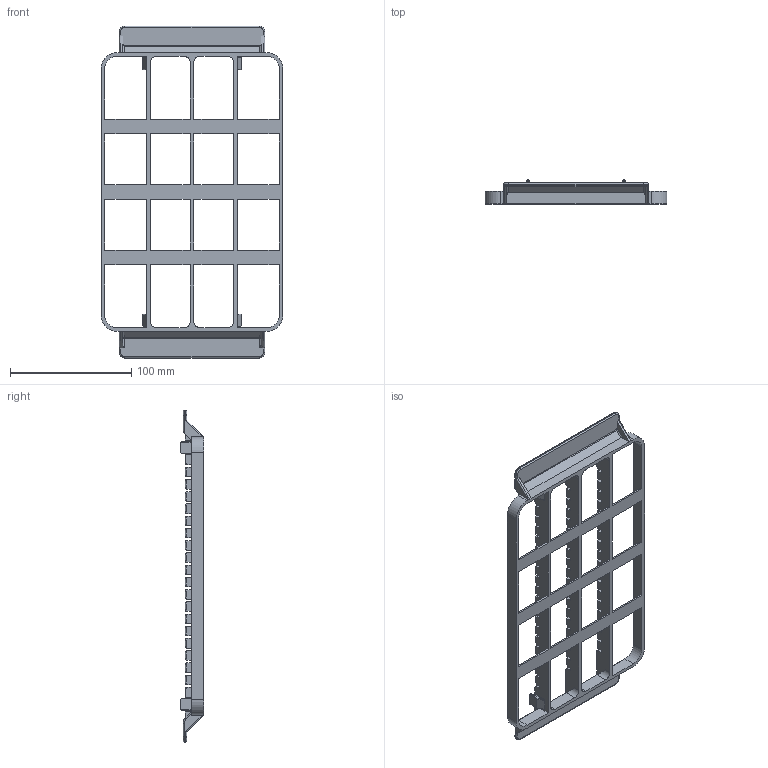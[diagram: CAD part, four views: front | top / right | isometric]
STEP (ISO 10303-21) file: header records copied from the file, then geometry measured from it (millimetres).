
FILE_DESCRIPTION(/* description */ (''),/* implementation_level */ '2;1');
FILE_NAME(/* name */ 'Component2-19.step',/* time_stamp */ '2023-12-08T12:33:45-08:00',/* author */ (''),/* organization */ (''),/* preprocessor_version */ 'ST-DEVELOPER v20',/* originating_system */ 'Autodesk Translation Framework v12.14.0.127',/* authorisation */ '');
FILE_SCHEMA (('AUTOMOTIVE_DESIGN { 1 0 10303 214 3 1 1 }'));
Length unit declared in the file: millimetre
Products named in the file (1): FusionComponent
Bounding box: 150 x 19.5 x 274.14 mm (x, y, z)
Volume: 80845 mm3; surface area: 70429.2 mm2
Topology: 1 solids, 1 shells, 1171 faces, 2946 edges, 1763 vertices
Faces by surface type: plane 523, cylinder 475, sphere 142, torus 18, bspline 9, cone 4
Entity records: 34838 total; most frequent: DIRECTION 6230, CARTESIAN_POINT 6205, ORIENTED_EDGE 5892, EDGE_CURVE 2946, AXIS2_PLACEMENT_3D 2138, LINE 1954, VECTOR 1954, VERTEX_POINT 1763
